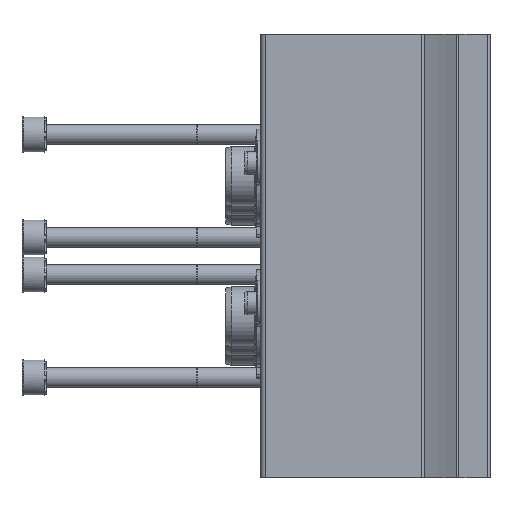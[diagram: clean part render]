
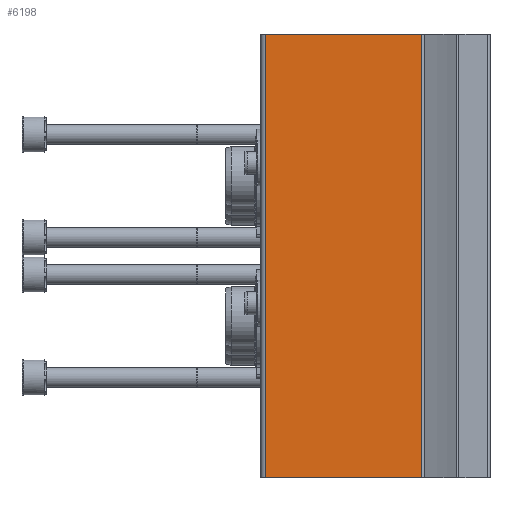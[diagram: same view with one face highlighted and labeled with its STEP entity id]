
A CAD part, left-side view. The second image highlights one B-rep face of the part: STEP entity #6198.
In plain terms, the highlighted planar face has unit normal (-1, 0, 0).
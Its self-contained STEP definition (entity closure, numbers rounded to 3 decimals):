
#183=PLANE('',#6685);
#802=ORIENTED_EDGE('',*,*,#2490,.F.);
#803=ORIENTED_EDGE('',*,*,#2489,.F.);
#804=ORIENTED_EDGE('',*,*,#2491,.T.);
#805=ORIENTED_EDGE('',*,*,#2492,.T.);
#2489=EDGE_CURVE('',#3333,#3331,#3924,.T.);
#2490=EDGE_CURVE('',#3331,#3334,#3925,.T.);
#2491=EDGE_CURVE('',#3333,#3335,#3926,.T.);
#2492=EDGE_CURVE('',#3335,#3334,#3927,.T.);
#3331=VERTEX_POINT('',#9592);
#3333=VERTEX_POINT('',#9596);
#3334=VERTEX_POINT('',#9600);
#3335=VERTEX_POINT('',#9602);
#3924=LINE('',#9597,#4404);
#3925=LINE('',#9599,#4405);
#3926=LINE('',#9601,#4406);
#3927=LINE('',#9603,#4407);
#4404=VECTOR('',#7463,1000.);
#4405=VECTOR('',#7466,1000.);
#4406=VECTOR('',#7467,1000.);
#4407=VECTOR('',#7468,1000.);
#4892=EDGE_LOOP('',(#802,#803,#804,#805));
#5491=FACE_BOUND('',#4892,.T.);
#6198=ADVANCED_FACE('',(#5491),#183,.T.);
#6685=AXIS2_PLACEMENT_3D('',#9598,#7464,#7465);
#7463=DIRECTION('',(0.,0.,1.));
#7464=DIRECTION('',(-1.,0.,0.));
#7465=DIRECTION('',(0.,0.,1.));
#7466=DIRECTION('',(0.,-1.,0.));
#7467=DIRECTION('',(0.,-1.,0.));
#7468=DIRECTION('',(0.,0.,1.));
#9592=CARTESIAN_POINT('',(-63.,44.,0.));
#9596=CARTESIAN_POINT('',(-63.,44.,-87.));
#9597=CARTESIAN_POINT('',(-63.,44.,-87.));
#9598=CARTESIAN_POINT('',(-63.,44.,-87.));
#9599=CARTESIAN_POINT('',(-63.,44.,0.));
#9600=CARTESIAN_POINT('',(-63.,13.354,0.));
#9601=CARTESIAN_POINT('',(-63.,44.,-87.));
#9602=CARTESIAN_POINT('',(-63.,13.354,-87.));
#9603=CARTESIAN_POINT('',(-63.,13.354,-87.));
